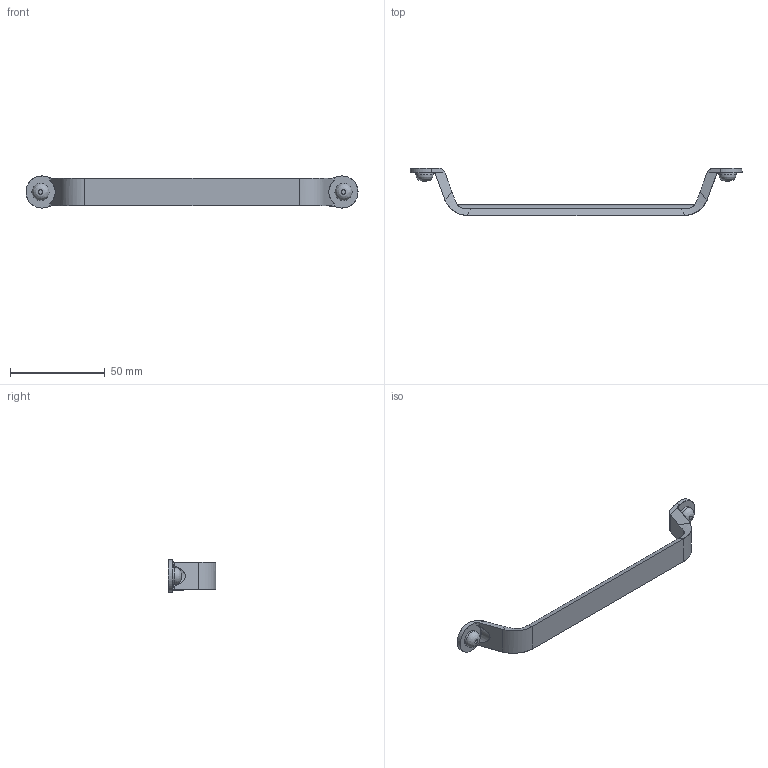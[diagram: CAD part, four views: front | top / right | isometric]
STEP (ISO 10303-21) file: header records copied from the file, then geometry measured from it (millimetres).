
FILE_DESCRIPTION(/* description */ (' Autodesk DirectConnect version 8.0.53.0 ---- IGES version 5.3 '),/* implementation_level */ '2;1');
FILE_NAME(/* name */ '0410_02.stp',/* time_stamp */ '2023-01-02T11:55:18+01:00',/* author */ ('jferrer'),/* organization */ ('Unknown'),/* preprocessor_version */ 'ST-DEVELOPER v18.1',/* originating_system */ 'Autodesk Inventor 2022',/* authorisation */ '');
FILE_SCHEMA (('CONFIG_CONTROL_DESIGN'));
Length unit declared in the file: millimetre
Products named in the file (1): 0410_02
Bounding box: 175.34 x 25 x 16.99 mm (x, y, z)
Surface area: 6910.2 mm2 (no closed solid volume)
Topology: 0 solids, 53 shells, 53 faces, 242 edges, 222 vertices
Faces by surface type: plane 24, cylinder 23, cone 2, bspline 2, torus 2
Full cylindrical faces by diameter (mm): 4 x2, 9.067 x2
Entity records: 6537 total; most frequent: CARTESIAN_POINT 4608, DIRECTION 318, ORIENTED_EDGE 262, EDGE_CURVE 242, VERTEX_POINT 222, LINE 112, VECTOR 112, AXIS2_PLACEMENT_3D 103
